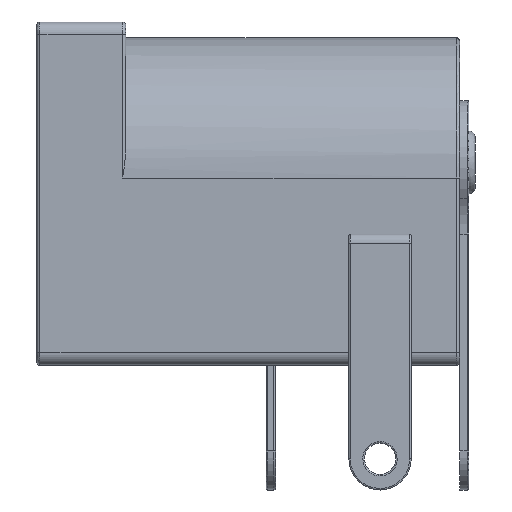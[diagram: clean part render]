
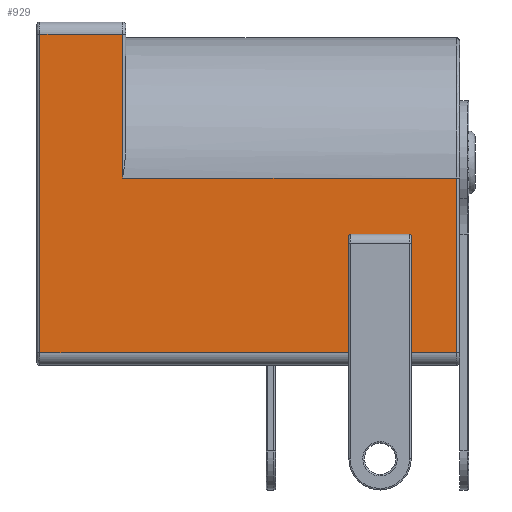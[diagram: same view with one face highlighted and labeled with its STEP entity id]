
A CAD part, front view. The second image highlights one B-rep face of the part: STEP entity #929.
In plain terms, the highlighted face is planar.
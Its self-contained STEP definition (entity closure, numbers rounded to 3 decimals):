
#4 = DIRECTION ( 'NONE',  ( 0., 0., -1. ) ) ;
#7 = DIRECTION ( 'NONE',  ( -1., 0., 0. ) ) ;
#31 = CARTESIAN_POINT ( 'NONE',  ( 4.5, 2.5, 0.4 ) ) ;
#37 = CARTESIAN_POINT ( 'NONE',  ( 4.5, 4.454, 4.2 ) ) ;
#38 = VECTOR ( 'NONE', #3922, 1000. ) ;
#43 = B_SPLINE_CURVE_WITH_KNOTS ( 'NONE', 3,
 ( #4274, #1127, #2801, #328, #3233, #756, #3640, #1145, #3963, #1551, #4288, #1993, #4600, #2406, #37, #2817 ),
 .UNSPECIFIED., .F., .F.,
 ( 4, 3, 3, 3, 3, 4 ),
 ( 0., 0., 0., 0., 0., 0. ),
 .UNSPECIFIED. ) ;
#91 = CARTESIAN_POINT ( 'NONE',  ( 4.5, 2.514, 4.186 ) ) ;
#99 = LINE ( 'NONE', #1534, #3596 ) ;
#103 = ORIENTED_EDGE ( 'NONE', *, *, #3391, .F. ) ;
#110 = DIRECTION ( 'NONE',  ( 0., -1., 0. ) ) ;
#127 = LINE ( 'NONE', #4818, #1525 ) ;
#228 = DIRECTION ( 'NONE',  ( 0., 1., 0. ) ) ;
#328 = CARTESIAN_POINT ( 'NONE',  ( 4.5, 4.497, 4.167 ) ) ;
#340 = CARTESIAN_POINT ( 'NONE',  ( 4.5, 6.05, 4.2 ) ) ;
#411 = CARTESIAN_POINT ( 'NONE',  ( 4.5, 2.508, 4.177 ) ) ;
#463 = ORIENTED_EDGE ( 'NONE', *, *, #2532, .F. ) ;
#475 = VERTEX_POINT ( 'NONE', #2235 ) ;
#594 = EDGE_CURVE ( 'NONE', #1371, #475, #2114, .T. ) ;
#633 = VERTEX_POINT ( 'NONE', #3620 ) ;
#644 = ORIENTED_EDGE ( 'NONE', *, *, #3424, .F. ) ;
#752 = ORIENTED_EDGE ( 'NONE', *, *, #3404, .F. ) ;
#756 = CARTESIAN_POINT ( 'NONE',  ( 4.5, 4.493, 4.177 ) ) ;
#845 = CARTESIAN_POINT ( 'NONE',  ( 4.5, 2.502, 4.166 ) ) ;
#929 = ADVANCED_FACE ( 'NONE', ( #4490 ), #4888, .F. ) ;
#948 = ORIENTED_EDGE ( 'NONE', *, *, #3517, .F. ) ;
#1127 = CARTESIAN_POINT ( 'NONE',  ( 4.5, 4.5, 4.156 ) ) ;
#1145 = CARTESIAN_POINT ( 'NONE',  ( 4.5, 4.486, 4.186 ) ) ;
#1227 = CARTESIAN_POINT ( 'NONE',  ( 4.5, 2.5, 4.157 ) ) ;
#1323 = ORIENTED_EDGE ( 'NONE', *, *, #3412, .F. ) ;
#1353 = DIRECTION ( 'NONE',  ( 0., 0., -1. ) ) ;
#1371 = VERTEX_POINT ( 'NONE', #3298 ) ;
#1379 = ORIENTED_EDGE ( 'NONE', *, *, #3383, .F. ) ;
#1525 = VECTOR ( 'NONE', #228, 1000. ) ;
#1534 = CARTESIAN_POINT ( 'NONE',  ( 4.5, 4.5, 11. ) ) ;
#1551 = CARTESIAN_POINT ( 'NONE',  ( 4.5, 4.477, 4.192 ) ) ;
#1607 = VERTEX_POINT ( 'NONE', #2260 ) ;
#1621 = CARTESIAN_POINT ( 'NONE',  ( 4.5, 2.539, 4.199 ) ) ;
#1642 = CARTESIAN_POINT ( 'NONE',  ( 4.5, 2.5, 4.15 ) ) ;
#1930 = CARTESIAN_POINT ( 'NONE',  ( 4.5, 6.05, 10.6 ) ) ;
#1973 = DIRECTION ( 'NONE',  ( 0., 0., 1. ) ) ;
#1993 = CARTESIAN_POINT ( 'NONE',  ( 4.5, 4.466, 4.198 ) ) ;
#2062 = CARTESIAN_POINT ( 'NONE',  ( 4.5, 2.528, 4.195 ) ) ;
#2114 = LINE ( 'NONE', #3468, #2138 ) ;
#2132 = VECTOR ( 'NONE', #110, 1000. ) ;
#2138 = VECTOR ( 'NONE', #1353, 1000. ) ;
#2147 = LINE ( 'NONE', #3711, #2132 ) ;
#2235 = CARTESIAN_POINT ( 'NONE',  ( 4.5, 5.95, 0.4 ) ) ;
#2260 = CARTESIAN_POINT ( 'NONE',  ( 4.5, 2.55, 4.2 ) ) ;
#2360 = DIRECTION ( 'NONE',  ( 0., 1., 0. ) ) ;
#2363 = CARTESIAN_POINT ( 'NONE',  ( 4.5, 6.05, 11. ) ) ;
#2406 = CARTESIAN_POINT ( 'NONE',  ( 4.5, 4.457, 4.2 ) ) ;
#2419 = CARTESIAN_POINT ( 'NONE',  ( 4.5, 4.45, 4.2 ) ) ;
#2473 = CARTESIAN_POINT ( 'NONE',  ( 4.5, 2.519, 4.189 ) ) ;
#2532 = EDGE_CURVE ( 'NONE', #475, #3199, #2147, .T. ) ;
#2533 = EDGE_CURVE ( 'NONE', #4682, #3954, #4555, .T. ) ;
#2550 = AXIS2_PLACEMENT_3D ( 'NONE', #2363, #7, #2763 ) ;
#2727 = VERTEX_POINT ( 'NONE', #3872 ) ;
#2763 = DIRECTION ( 'NONE',  ( 0., -1., 0. ) ) ;
#2781 = VERTEX_POINT ( 'NONE', #4855 ) ;
#2801 = CARTESIAN_POINT ( 'NONE',  ( 4.5, 4.499, 4.161 ) ) ;
#2817 = CARTESIAN_POINT ( 'NONE',  ( 4.5, 4.45, 4.2 ) ) ;
#2833 = CARTESIAN_POINT ( 'NONE',  ( 4.5, 2.544, 4.2 ) ) ;
#2889 = CARTESIAN_POINT ( 'NONE',  ( 4.5, 2.511, 4.181 ) ) ;
#2911 = CARTESIAN_POINT ( 'NONE',  ( 4.5, 6.05, 0.4 ) ) ;
#3177 = CARTESIAN_POINT ( 'NONE',  ( 4.5, -7.4, 11. ) ) ;
#3199 = VERTEX_POINT ( 'NONE', #3530 ) ;
#3202 = ORIENTED_EDGE ( 'NONE', *, *, #3422, .F. ) ;
#3233 = CARTESIAN_POINT ( 'NONE',  ( 4.5, 4.495, 4.172 ) ) ;
#3263 = ORIENTED_EDGE ( 'NONE', *, *, #3385, .F. ) ;
#3298 = CARTESIAN_POINT ( 'NONE',  ( 4.5, 5.95, 6. ) ) ;
#3305 = CARTESIAN_POINT ( 'NONE',  ( 4.5, -7.4, 0.4 ) ) ;
#3323 = CARTESIAN_POINT ( 'NONE',  ( 4.5, 2.505, 4.172 ) ) ;
#3349 = DIRECTION ( 'NONE',  ( 0., -1., 0. ) ) ;
#3383 = EDGE_CURVE ( 'NONE', #3954, #3796, #3680, .T. ) ;
#3385 = EDGE_CURVE ( 'NONE', #3796, #2727, #4223, .T. ) ;
#3391 = EDGE_CURVE ( 'NONE', #2727, #4350, #3707, .T. ) ;
#3404 = EDGE_CURVE ( 'NONE', #3199, #2781, #99, .T. ) ;
#3405 = EDGE_CURVE ( 'NONE', #2781, #4794, #43, .T. ) ;
#3412 = EDGE_CURVE ( 'NONE', #4794, #1607, #3598, .T. ) ;
#3422 = EDGE_CURVE ( 'NONE', #1607, #633, #3625, .T. ) ;
#3424 = EDGE_CURVE ( 'NONE', #633, #4682, #3470, .T. ) ;
#3468 = CARTESIAN_POINT ( 'NONE',  ( 4.5, 5.95, 11. ) ) ;
#3470 = LINE ( 'NONE', #4361, #4447 ) ;
#3517 = EDGE_CURVE ( 'NONE', #4350, #1371, #127, .T. ) ;
#3530 = CARTESIAN_POINT ( 'NONE',  ( 4.5, 4.5, 0.4 ) ) ;
#3539 = EDGE_LOOP ( 'NONE', ( #3202, #1323, #3600, #752, #463, #4719, #948, #103, #3263, #1379, #4689, #644 ) ) ;
#3553 = CARTESIAN_POINT ( 'NONE',  ( 4.5, -7.4, 10.6 ) ) ;
#3590 = CARTESIAN_POINT ( 'NONE',  ( 4.5, -4.75, 11. ) ) ;
#3596 = VECTOR ( 'NONE', #1973, 1000. ) ;
#3598 = LINE ( 'NONE', #340, #4147 ) ;
#3600 = ORIENTED_EDGE ( 'NONE', *, *, #3405, .F. ) ;
#3620 = CARTESIAN_POINT ( 'NONE',  ( 4.5, 2.5, 4.15 ) ) ;
#3625 = B_SPLINE_CURVE_WITH_KNOTS ( 'NONE', 3,
 ( #3694, #2833, #1621, #4341, #2062, #4651, #2473, #91, #2889, #411, #3323, #845, #3709, #1227, #4029, #1642 ),
 .UNSPECIFIED., .F., .F.,
 ( 4, 3, 3, 3, 3, 4 ),
 ( 0., 0., 0., 0., 0., 0. ),
 .UNSPECIFIED. ) ;
#3629 = VECTOR ( 'NONE', #4, 1000. ) ;
#3640 = CARTESIAN_POINT ( 'NONE',  ( 4.5, 4.489, 4.181 ) ) ;
#3658 = VECTOR ( 'NONE', #2360, 1000. ) ;
#3680 = LINE ( 'NONE', #3177, #38 ) ;
#3694 = CARTESIAN_POINT ( 'NONE',  ( 4.5, 2.55, 4.2 ) ) ;
#3707 = LINE ( 'NONE', #3590, #3629 ) ;
#3709 = CARTESIAN_POINT ( 'NONE',  ( 4.5, 2.501, 4.161 ) ) ;
#3711 = CARTESIAN_POINT ( 'NONE',  ( 4.5, 6.05, 0.4 ) ) ;
#3796 = VERTEX_POINT ( 'NONE', #3553 ) ;
#3872 = CARTESIAN_POINT ( 'NONE',  ( 4.5, -4.75, 10.6 ) ) ;
#3922 = DIRECTION ( 'NONE',  ( 0., 0., 1. ) ) ;
#3954 = VERTEX_POINT ( 'NONE', #3305 ) ;
#3963 = CARTESIAN_POINT ( 'NONE',  ( 4.5, 4.481, 4.189 ) ) ;
#4029 = CARTESIAN_POINT ( 'NONE',  ( 4.5, 2.5, 4.154 ) ) ;
#4147 = VECTOR ( 'NONE', #4586, 1000. ) ;
#4223 = LINE ( 'NONE', #1930, #3658 ) ;
#4274 = CARTESIAN_POINT ( 'NONE',  ( 4.5, 4.5, 4.15 ) ) ;
#4288 = CARTESIAN_POINT ( 'NONE',  ( 4.5, 4.472, 4.195 ) ) ;
#4341 = CARTESIAN_POINT ( 'NONE',  ( 4.5, 2.533, 4.197 ) ) ;
#4350 = VERTEX_POINT ( 'NONE', #4800 ) ;
#4361 = CARTESIAN_POINT ( 'NONE',  ( 4.5, 2.5, 11. ) ) ;
#4447 = VECTOR ( 'NONE', #4664, 1000. ) ;
#4490 = FACE_OUTER_BOUND ( 'NONE', #3539, .T. ) ;
#4555 = LINE ( 'NONE', #2911, #4877 ) ;
#4586 = DIRECTION ( 'NONE',  ( 0., -1., 0. ) ) ;
#4600 = CARTESIAN_POINT ( 'NONE',  ( 4.5, 4.461, 4.199 ) ) ;
#4651 = CARTESIAN_POINT ( 'NONE',  ( 4.5, 2.523, 4.193 ) ) ;
#4664 = DIRECTION ( 'NONE',  ( 0., 0., -1. ) ) ;
#4682 = VERTEX_POINT ( 'NONE', #31 ) ;
#4689 = ORIENTED_EDGE ( 'NONE', *, *, #2533, .F. ) ;
#4719 = ORIENTED_EDGE ( 'NONE', *, *, #594, .F. ) ;
#4794 = VERTEX_POINT ( 'NONE', #2419 ) ;
#4800 = CARTESIAN_POINT ( 'NONE',  ( 4.5, -4.75, 6. ) ) ;
#4818 = CARTESIAN_POINT ( 'NONE',  ( 4.5, 6.05, 6. ) ) ;
#4855 = CARTESIAN_POINT ( 'NONE',  ( 4.5, 4.5, 4.15 ) ) ;
#4877 = VECTOR ( 'NONE', #3349, 1000. ) ;
#4888 = PLANE ( 'NONE',  #2550 ) ;
